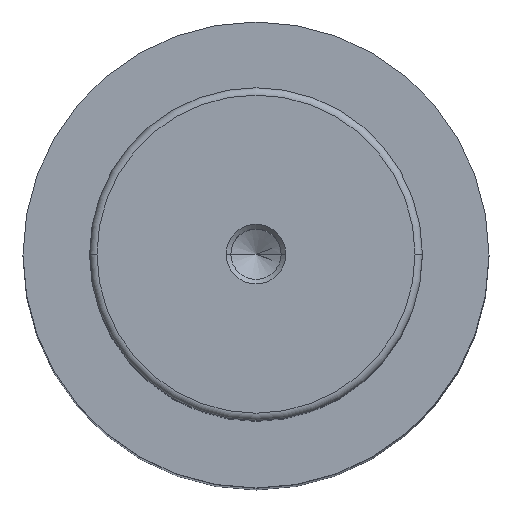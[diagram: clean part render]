
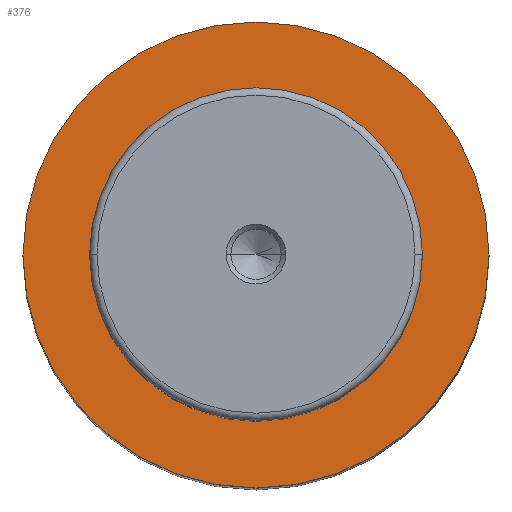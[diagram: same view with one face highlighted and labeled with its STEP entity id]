
A CAD part, top view. The second image highlights one B-rep face of the part: STEP entity #376.
In plain terms, the highlighted planar face has unit normal (0, 0, 1).
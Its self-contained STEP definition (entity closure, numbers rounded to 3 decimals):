
#4 = DIRECTION ( 'NONE',  ( -1., 0., 0. ) ) ;
#42 = EDGE_CURVE ( 'NONE', #222, #442, #513, .T. ) ;
#71 = CARTESIAN_POINT ( 'NONE',  ( -22.5, 0., 154. ) ) ;
#123 = EDGE_CURVE ( 'NONE', #283, #423, #891, .T. ) ;
#127 = DIRECTION ( 'NONE',  ( 0., 0., -1. ) ) ;
#130 = EDGE_LOOP ( 'NONE', ( #566, #614 ) ) ;
#147 = DIRECTION ( 'NONE',  ( 0., 0., 1. ) ) ;
#151 = CARTESIAN_POINT ( 'NONE',  ( -31.5, 0., 154. ) ) ;
#187 = CIRCLE ( 'NONE', #412, 31.5 ) ;
#222 = VERTEX_POINT ( 'NONE', #1158 ) ;
#276 = CIRCLE ( 'NONE', #858, 22.5 ) ;
#283 = VERTEX_POINT ( 'NONE', #310 ) ;
#298 = CARTESIAN_POINT ( 'NONE',  ( 0., 0., 154. ) ) ;
#310 = CARTESIAN_POINT ( 'NONE',  ( 31.5, 0., 154. ) ) ;
#313 = DIRECTION ( 'NONE',  ( -1., 0., 0. ) ) ;
#349 = PLANE ( 'NONE',  #356 ) ;
#356 = AXIS2_PLACEMENT_3D ( 'NONE', #71, #147, #998 ) ;
#376 = ADVANCED_FACE ( 'NONE', ( #444, #977 ), #349, .T. ) ;
#379 = ORIENTED_EDGE ( 'NONE', *, *, #123, .F. ) ;
#392 = EDGE_LOOP ( 'NONE', ( #574, #379 ) ) ;
#412 = AXIS2_PLACEMENT_3D ( 'NONE', #298, #861, #866 ) ;
#423 = VERTEX_POINT ( 'NONE', #151 ) ;
#442 = VERTEX_POINT ( 'NONE', #897 ) ;
#444 = FACE_BOUND ( 'NONE', #130, .T. ) ;
#487 = EDGE_CURVE ( 'NONE', #442, #222, #276, .T. ) ;
#503 = AXIS2_PLACEMENT_3D ( 'NONE', #817, #650, #549 ) ;
#513 = CIRCLE ( 'NONE', #503, 22.5 ) ;
#549 = DIRECTION ( 'NONE',  ( -1., 0., 0. ) ) ;
#566 = ORIENTED_EDGE ( 'NONE', *, *, #487, .T. ) ;
#574 = ORIENTED_EDGE ( 'NONE', *, *, #912, .F. ) ;
#614 = ORIENTED_EDGE ( 'NONE', *, *, #42, .T. ) ;
#650 = DIRECTION ( 'NONE',  ( 0., 0., -1. ) ) ;
#699 = AXIS2_PLACEMENT_3D ( 'NONE', #829, #1033, #4 ) ;
#817 = CARTESIAN_POINT ( 'NONE',  ( 0., 0., 154. ) ) ;
#829 = CARTESIAN_POINT ( 'NONE',  ( 0., 0., 154. ) ) ;
#858 = AXIS2_PLACEMENT_3D ( 'NONE', #955, #127, #313 ) ;
#861 = DIRECTION ( 'NONE',  ( 0., 0., -1. ) ) ;
#866 = DIRECTION ( 'NONE',  ( -1., 0., 0. ) ) ;
#891 = CIRCLE ( 'NONE', #699, 31.5 ) ;
#897 = CARTESIAN_POINT ( 'NONE',  ( -22.5, 0., 154. ) ) ;
#912 = EDGE_CURVE ( 'NONE', #423, #283, #187, .T. ) ;
#955 = CARTESIAN_POINT ( 'NONE',  ( 0., 0., 154. ) ) ;
#977 = FACE_OUTER_BOUND ( 'NONE', #392, .T. ) ;
#998 = DIRECTION ( 'NONE',  ( 1., 0., 0. ) ) ;
#1033 = DIRECTION ( 'NONE',  ( 0., 0., -1. ) ) ;
#1158 = CARTESIAN_POINT ( 'NONE',  ( 22.5, 0., 154. ) ) ;
